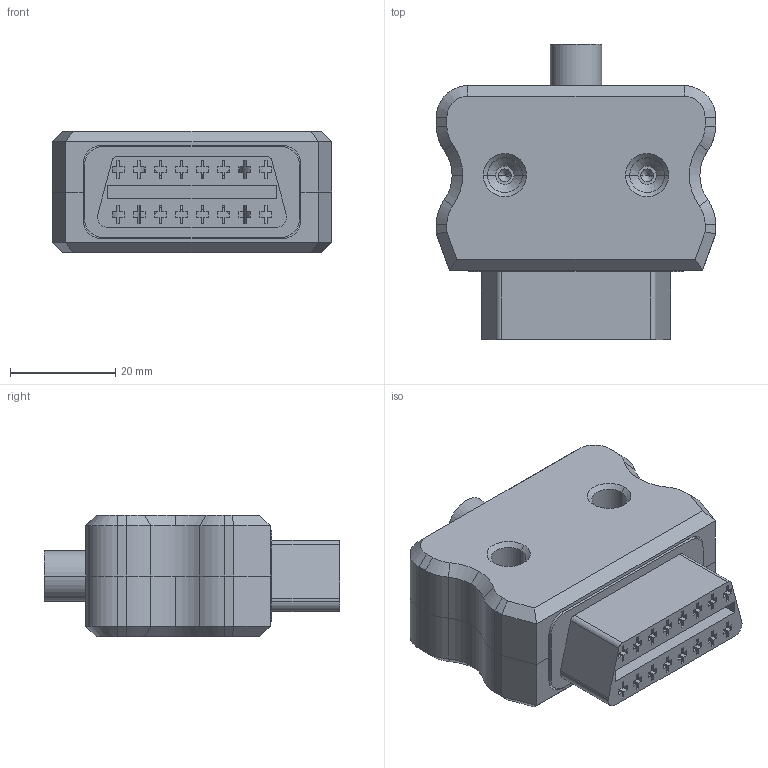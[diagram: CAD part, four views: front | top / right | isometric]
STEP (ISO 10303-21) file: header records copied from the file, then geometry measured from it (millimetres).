
FILE_DESCRIPTION (( 'STEP AP214' ), '1' );
FILE_NAME ('OBD2_female_connector_01.STEP', '', ( '' ), ( '' ), '', '', '' );
FILE_SCHEMA (( 'AUTOMOTIVE_DESIGN' ));
Length unit declared in the file: millimetre
Products named in the file (5): OBD2_cable_holder; OBD2_connector_top_01; OBD2_connector_bottom_01; OBD2_female_connector_01; SEP-A-OBD-D
Assembly tree (4 placements, depth 2):
  OBD2_female_connector_01
    OBD2_connector_bottom_01
    OBD2_connector_top_01
    OBD2_cable_holder
    SEP-A-OBD-D
Bounding box: 53 x 56.05 x 23 mm (x, y, z)
Volume: 21455.4 mm3; surface area: 23056 mm2
Topology: 4 solids, 4 shells, 577 faces, 1556 edges, 991 vertices
Faces by surface type: plane 392, cylinder 115, cone 44, torus 26
Entity records: 18089 total; most frequent: CARTESIAN_POINT 3175, ORIENTED_EDGE 3104, DIRECTION 3017, EDGE_CURVE 1552, LINE 1223, VECTOR 1223, VERTEX_POINT 991, AXIS2_PLACEMENT_3D 897
